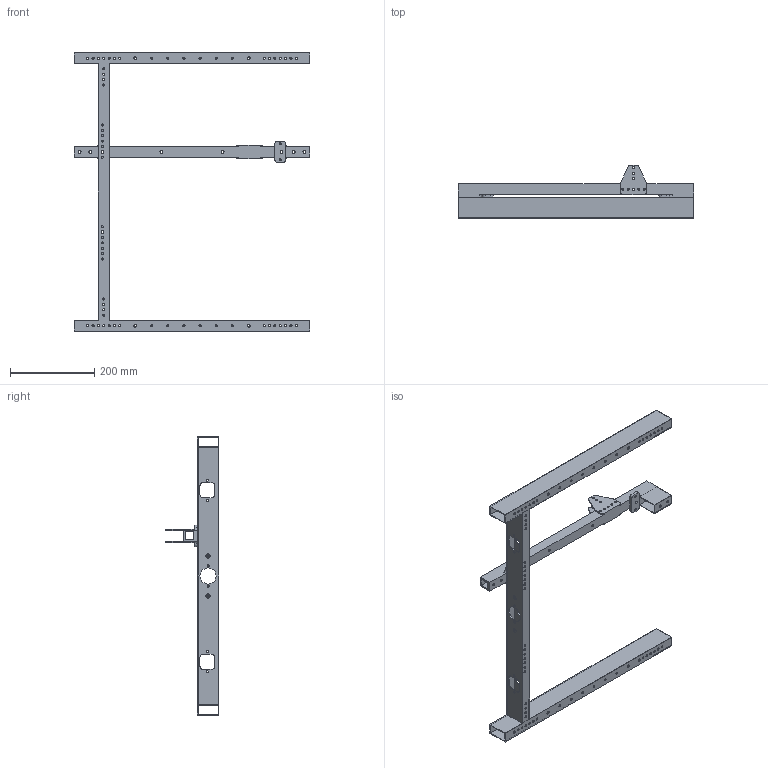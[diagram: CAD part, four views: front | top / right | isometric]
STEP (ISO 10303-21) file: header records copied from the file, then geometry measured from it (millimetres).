
FILE_DESCRIPTION (( 'STEP AP203' ), '1' );
FILE_NAME ('4400-23-P-0125 (2 Piezas) MS.STEP', '2023-02-25T22:50:26', ( '' ), ( '' ), 'SwSTEP 2.0', 'SolidWorks 2022', '' );
FILE_SCHEMA (( 'CONFIG_CONTROL_DESIGN' ));
Length unit declared in the file: inch
Products named in the file (1): 4400-23-P-0125 (2 Piezas) MS
Bounding box: 558.8 x 127 x 660.4 mm (x, y, z)
Volume: 606551.7 mm3; surface area: 617429.4 mm2
Topology: 1 solids, 1 shells, 476 faces, 1398 edges, 928 vertices
Faces by surface type: cylinder 386, plane 90
Entity records: 17033 total; most frequent: DIRECTION 3128, CARTESIAN_POINT 2803, ORIENTED_EDGE 2796, EDGE_CURVE 1398, AXIS2_PLACEMENT_3D 1253, VERTEX_POINT 928, EDGE_LOOP 836, CIRCLE 776
